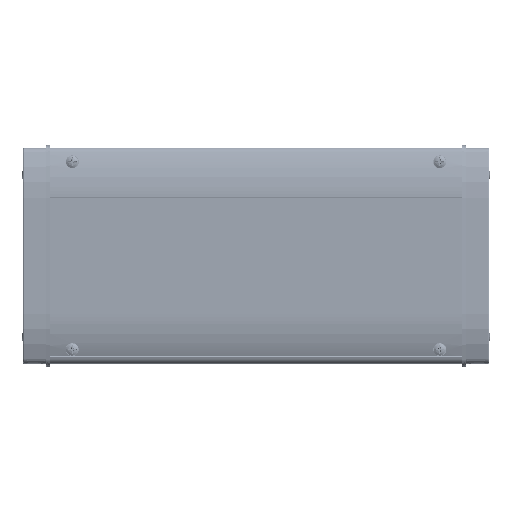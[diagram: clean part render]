
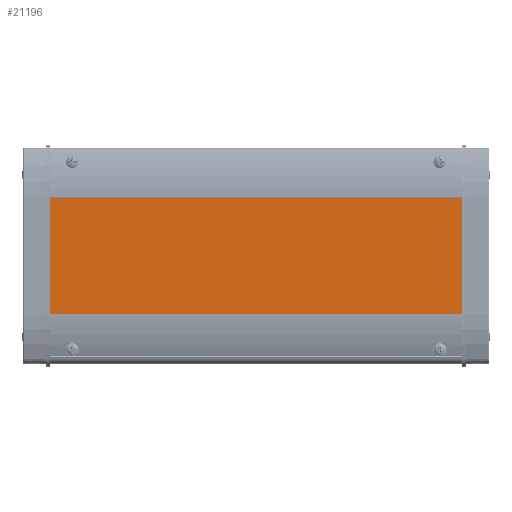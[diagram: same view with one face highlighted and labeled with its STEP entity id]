
A CAD part, top view. The second image highlights one B-rep face of the part: STEP entity #21196.
In plain terms, the highlighted face is planar.
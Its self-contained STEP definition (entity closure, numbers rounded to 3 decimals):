
#660=PLANE('',#22805);
#1778=FACE_OUTER_BOUND('',#2991,.T.);
#2991=EDGE_LOOP('',(#16292,#16293,#16294,#16295));
#5147=LINE('',#32464,#6863);
#5163=LINE('',#32551,#6879);
#5434=LINE('',#33135,#7150);
#5435=LINE('',#33137,#7151);
#6863=VECTOR('',#25640,10.);
#6879=VECTOR('',#25714,10.);
#7150=VECTOR('',#26219,10.);
#7151=VECTOR('',#26222,10.);
#9408=VERTEX_POINT('',#32461);
#9409=VERTEX_POINT('',#32463);
#9450=VERTEX_POINT('',#32548);
#9451=VERTEX_POINT('',#32550);
#11762=EDGE_CURVE('',#9409,#9408,#5147,.T.);
#11806=EDGE_CURVE('',#9451,#9450,#5163,.T.);
#12101=EDGE_CURVE('',#9409,#9450,#5434,.T.);
#12102=EDGE_CURVE('',#9408,#9451,#5435,.T.);
#16292=ORIENTED_EDGE('',*,*,#11762,.T.);
#16293=ORIENTED_EDGE('',*,*,#12102,.T.);
#16294=ORIENTED_EDGE('',*,*,#11806,.T.);
#16295=ORIENTED_EDGE('',*,*,#12101,.F.);
#21196=ADVANCED_FACE('',(#1778),#660,.T.);
#22805=AXIS2_PLACEMENT_3D('',#33136,#26220,#26221);
#25640=DIRECTION('',(0.,-1.,0.));
#25714=DIRECTION('',(0.,1.,0.));
#26219=DIRECTION('',(0.,0.,1.));
#26220=DIRECTION('center_axis',(-1.,0.,0.));
#26221=DIRECTION('ref_axis',(0.,0.,1.));
#26222=DIRECTION('',(0.,0.,1.));
#32461=CARTESIAN_POINT('',(2.,-37.85,-134.2));
#32463=CARTESIAN_POINT('',(2.,37.85,-134.2));
#32464=CARTESIAN_POINT('',(2.,31.075,-134.2));
#32548=CARTESIAN_POINT('',(2.,37.85,134.2));
#32550=CARTESIAN_POINT('',(2.,-37.85,134.2));
#32551=CARTESIAN_POINT('',(2.,-68.925,134.2));
#33135=CARTESIAN_POINT('',(2.,37.85,0.));
#33136=CARTESIAN_POINT('Origin',(2.,-37.85,0.));
#33137=CARTESIAN_POINT('',(2.,-37.85,0.));
